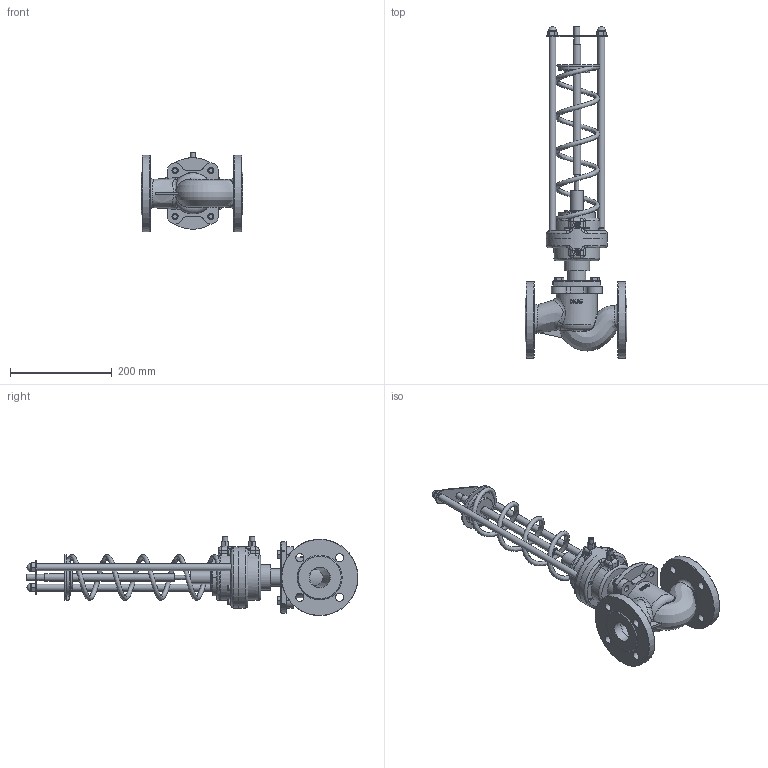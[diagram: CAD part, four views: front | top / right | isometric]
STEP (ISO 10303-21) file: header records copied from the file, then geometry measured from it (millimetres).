
FILE_DESCRIPTION(/* description */ (''),/* implementation_level */ '2;1');
FILE_NAME(/* name */ 'DN40_3D_STEP.stp',/* time_stamp */ '2024-04-25T13:10:37+03:00',/* author */ ('igorr'),/* organization */ (''),/* preprocessor_version */ 'ST-DEVELOPER v19.2',/* originating_system */ 'Autodesk Inventor 2023',/* authorisation */ '');
FILE_SCHEMA (('AUTOMOTIVE_DESIGN { 1 0 10303 214 3 1 1 }'));
Length unit declared in the file: millimetre
Products named in the file (6): Сборка; Деталь2; Деталь1; AS 1110 - M10 x 16; AS 1420 - 1973 - M6 x 10; CNS 4473 - M 10
Assembly tree (14 placements, depth 2):
  Сборка
    Деталь2
    Деталь1
    AS 1110 - M10 x 16  x4
    AS 1420 - 1973 - M6 x 10  x6
    CNS 4473 - M 10  x2
Bounding box: 200 x 651 x 155.75 mm (x, y, z)
Volume: 2467356.4 mm3; surface area: 387850.7 mm2
Topology: 14 solids, 15 shells, 578 faces, 1440 edges, 912 vertices
Faces by surface type: plane 253, cylinder 148, cone 78, bspline 55, torus 34, sphere 10
Full cylindrical faces by diameter (mm): 4.49 x2, 4.902 x1, 6 x6, 7 x17, 8 x1, 8.376 x2, 9.994 x2, 10 x10, 11 x4, 12 x6, 13.036 x1, 13.497 x1, 15 x2, 16 x14, 25 x1, 35 x1, 40 x2, 50 x3, 72 x1, 80 x1, 90 x2, 120 x1, 150 x2
Entity records: 19996 total; most frequent: CARTESIAN_POINT 9556, ORIENTED_EDGE 2084, DIRECTION 2006, EDGE_CURVE 1042, AXIS2_PLACEMENT_3D 826, VERTEX_POINT 669, EDGE_LOOP 497, CIRCLE 422
